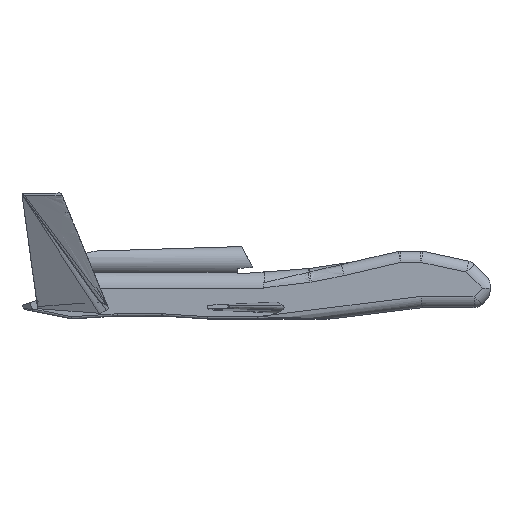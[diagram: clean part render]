
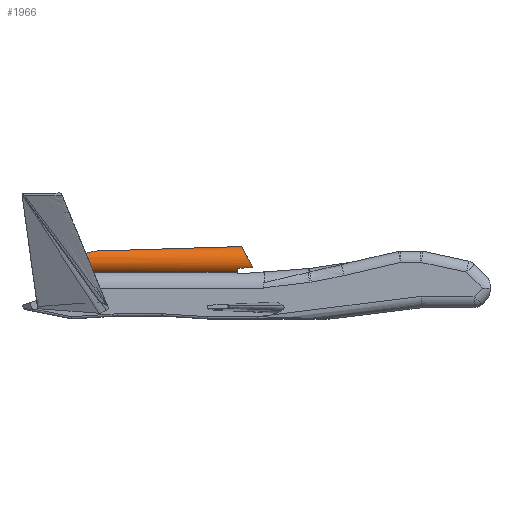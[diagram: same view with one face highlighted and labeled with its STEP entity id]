
A CAD part, top view. The second image highlights one B-rep face of the part: STEP entity #1966.
In plain terms, the highlighted cylindrical face has radius 12.5 mm (diameter 25 mm), a partial arc.
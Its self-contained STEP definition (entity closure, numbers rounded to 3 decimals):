
#145=ELLIPSE('',#2179,12.537,12.5);
#148=ELLIPSE('',#2184,26.575,12.5);
#153=ELLIPSE('',#2194,12.537,12.5);
#154=ELLIPSE('',#2195,163.811,12.5);
#155=ELLIPSE('',#2196,14.165,12.5);
#156=ELLIPSE('',#2197,405.251,12.5);
#157=ELLIPSE('',#2198,44.54,12.5);
#265=LINE('',#3727,#404);
#404=VECTOR('',#2684,10.);
#481=CYLINDRICAL_SURFACE('',#2193,12.5);
#572=FACE_OUTER_BOUND('',#697,.T.);
#697=EDGE_LOOP('',(#1675,#1676,#1677,#1678,#1679,#1680,#1681,#1682));
#942=VERTEX_POINT('',#3697);
#943=VERTEX_POINT('',#3699);
#946=VERTEX_POINT('',#3709);
#947=VERTEX_POINT('',#3711);
#951=VERTEX_POINT('',#3729);
#952=VERTEX_POINT('',#3731);
#953=VERTEX_POINT('',#3733);
#954=VERTEX_POINT('',#3735);
#1197=EDGE_CURVE('',#942,#943,#145,.T.);
#1203=EDGE_CURVE('',#946,#947,#148,.T.);
#1211=EDGE_CURVE('',#943,#946,#265,.T.);
#1212=EDGE_CURVE('',#951,#942,#153,.T.);
#1213=EDGE_CURVE('',#952,#951,#154,.T.);
#1214=EDGE_CURVE('',#953,#952,#155,.T.);
#1215=EDGE_CURVE('',#954,#953,#156,.T.);
#1216=EDGE_CURVE('',#947,#954,#157,.T.);
#1675=ORIENTED_EDGE('',*,*,#1197,.F.);
#1676=ORIENTED_EDGE('',*,*,#1212,.F.);
#1677=ORIENTED_EDGE('',*,*,#1213,.F.);
#1678=ORIENTED_EDGE('',*,*,#1214,.F.);
#1679=ORIENTED_EDGE('',*,*,#1215,.F.);
#1680=ORIENTED_EDGE('',*,*,#1216,.F.);
#1681=ORIENTED_EDGE('',*,*,#1203,.F.);
#1682=ORIENTED_EDGE('',*,*,#1211,.F.);
#1966=ADVANCED_FACE('',(#572),#481,.T.);
#2179=AXIS2_PLACEMENT_3D('',#3700,#2650,#2651);
#2184=AXIS2_PLACEMENT_3D('',#3712,#2663,#2664);
#2193=AXIS2_PLACEMENT_3D('',#3728,#2685,#2686);
#2194=AXIS2_PLACEMENT_3D('',#3730,#2687,#2688);
#2195=AXIS2_PLACEMENT_3D('',#3732,#2689,#2690);
#2196=AXIS2_PLACEMENT_3D('',#3734,#2691,#2692);
#2197=AXIS2_PLACEMENT_3D('',#3736,#2693,#2694);
#2198=AXIS2_PLACEMENT_3D('',#3737,#2695,#2696);
#2650=DIRECTION('center_axis',(0.997,0.076,0.));
#2651=DIRECTION('ref_axis',(0.076,-0.997,0.));
#2663=DIRECTION('center_axis',(-0.47,0.882,0.));
#2664=DIRECTION('ref_axis',(-0.882,-0.47,0.));
#2684=DIRECTION('',(-1.,0.,0.));
#2685=DIRECTION('center_axis',(-1.,0.,0.));
#2686=DIRECTION('ref_axis',(0.,0.301,0.954));
#2687=DIRECTION('center_axis',(0.997,-0.076,0.));
#2688=DIRECTION('ref_axis',(-0.076,-0.997,0.));
#2689=DIRECTION('center_axis',(0.076,-0.997,0.));
#2690=DIRECTION('ref_axis',(-0.997,-0.076,0.));
#2691=DIRECTION('center_axis',(0.882,0.47,0.));
#2692=DIRECTION('ref_axis',(0.47,-0.882,0.));
#2693=DIRECTION('center_axis',(-0.031,1.,0.));
#2694=DIRECTION('ref_axis',(-1.,-0.031,0.));
#2695=DIRECTION('center_axis',(-0.281,0.96,0.));
#2696=DIRECTION('ref_axis',(-0.96,-0.281,0.));
#3697=CARTESIAN_POINT('',(-23.626,32.154,8.929));
#3699=CARTESIAN_POINT('',(-23.56,31.293,7.835));
#3700=CARTESIAN_POINT('Origin',(-24.343,41.526,0.658));
#3709=CARTESIAN_POINT('',(-200.952,31.293,7.835));
#3711=CARTESIAN_POINT('',(-185.121,39.731,13.028));
#3712=CARTESIAN_POINT('Origin',(-181.752,41.526,0.658));
#3727=CARTESIAN_POINT('',(0.,31.293,7.835));
#3728=CARTESIAN_POINT('Origin',(0.,41.526,0.658));
#3729=CARTESIAN_POINT('',(-23.441,34.569,11.043));
#3730=CARTESIAN_POINT('Origin',(-22.909,41.526,0.658));
#3731=CARTESIAN_POINT('',(-9.718,35.619,11.674));
#3732=CARTESIAN_POINT('Origin',(67.467,41.526,0.658));
#3733=CARTESIAN_POINT('',(-19.528,54.026,0.658));
#3734=CARTESIAN_POINT('Origin',(-12.866,41.526,0.658));
#3735=CARTESIAN_POINT('',(-150.,50.,9.847));
#3736=CARTESIAN_POINT('Origin',(-424.587,41.526,0.658));
#3737=CARTESIAN_POINT('Origin',(-178.98,41.526,0.658));
